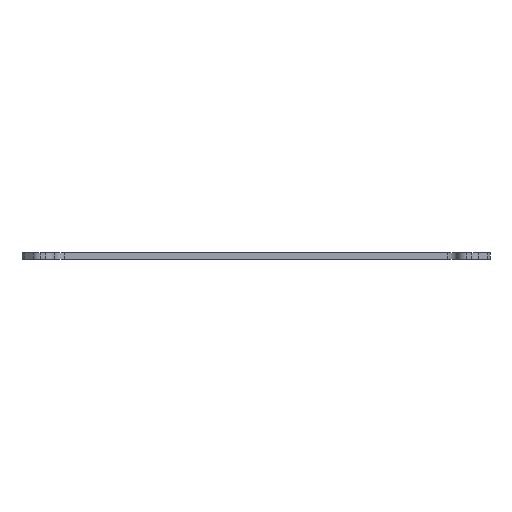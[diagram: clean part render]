
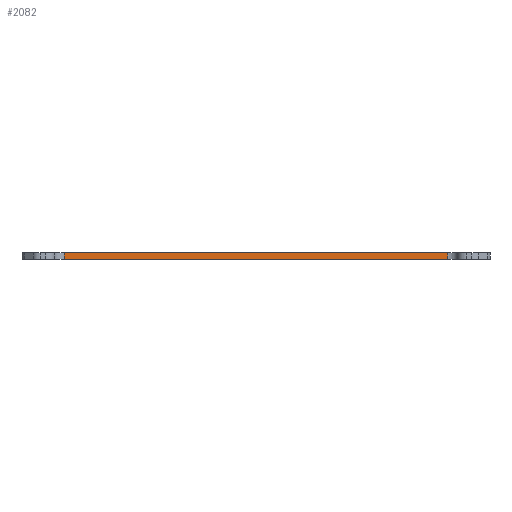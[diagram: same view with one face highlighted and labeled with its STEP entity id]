
A CAD part, front view. The second image highlights one B-rep face of the part: STEP entity #2082.
In plain terms, the highlighted planar face has unit normal (0, -1, 0).
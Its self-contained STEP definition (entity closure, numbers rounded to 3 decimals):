
#130=PLANE('',#2336);
#202=FACE_OUTER_BOUND('',#358,.T.);
#358=EDGE_LOOP('',(#1677,#1678,#1679,#1680));
#511=LINE('',#3374,#640);
#529=LINE('',#3473,#658);
#530=LINE('',#3476,#659);
#531=LINE('',#3477,#660);
#640=VECTOR('',#2767,10.);
#658=VECTOR('',#2859,7.);
#659=VECTOR('',#2862,10.);
#660=VECTOR('',#2863,7.);
#985=VERTEX_POINT('',#3371);
#986=VERTEX_POINT('',#3373);
#1030=VERTEX_POINT('',#3471);
#1031=VERTEX_POINT('',#3475);
#1228=EDGE_CURVE('',#985,#986,#511,.T.);
#1278=EDGE_CURVE('',#1030,#985,#529,.T.);
#1279=EDGE_CURVE('',#1030,#1031,#530,.T.);
#1280=EDGE_CURVE('',#986,#1031,#531,.T.);
#1677=ORIENTED_EDGE('',*,*,#1278,.F.);
#1678=ORIENTED_EDGE('',*,*,#1279,.T.);
#1679=ORIENTED_EDGE('',*,*,#1280,.F.);
#1680=ORIENTED_EDGE('',*,*,#1228,.F.);
#2082=ADVANCED_FACE('',(#202),#130,.T.);
#2336=AXIS2_PLACEMENT_3D('',#3474,#2860,#2861);
#2767=DIRECTION('',(1.,0.,0.));
#2859=DIRECTION('',(0.,0.,1.));
#2860=DIRECTION('center_axis',(0.,-1.,0.));
#2861=DIRECTION('ref_axis',(1.,0.,0.));
#2862=DIRECTION('',(1.,0.,0.));
#2863=DIRECTION('',(0.,0.,-1.));
#3371=CARTESIAN_POINT('',(-133.084,-152.5,4.76));
#3373=CARTESIAN_POINT('',(133.084,-152.5,4.76));
#3374=CARTESIAN_POINT('',(-152.5,-152.5,4.76));
#3471=CARTESIAN_POINT('',(-133.084,-152.5,0.));
#3473=CARTESIAN_POINT('',(-133.084,-152.5,4.76));
#3474=CARTESIAN_POINT('Origin',(-152.5,-152.5,0.));
#3475=CARTESIAN_POINT('',(133.084,-152.5,0.));
#3476=CARTESIAN_POINT('',(-152.5,-152.5,0.));
#3477=CARTESIAN_POINT('',(133.084,-152.5,4.76));
